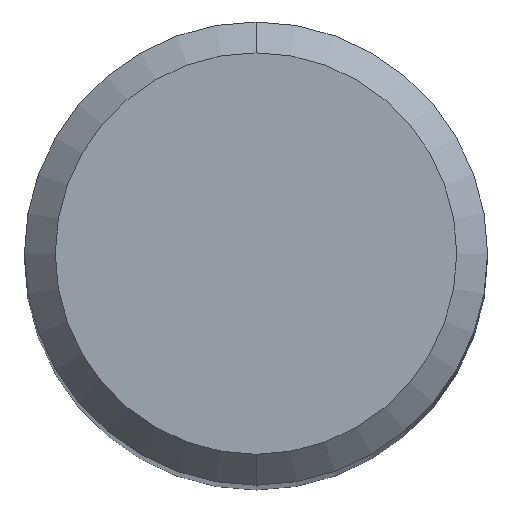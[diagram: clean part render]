
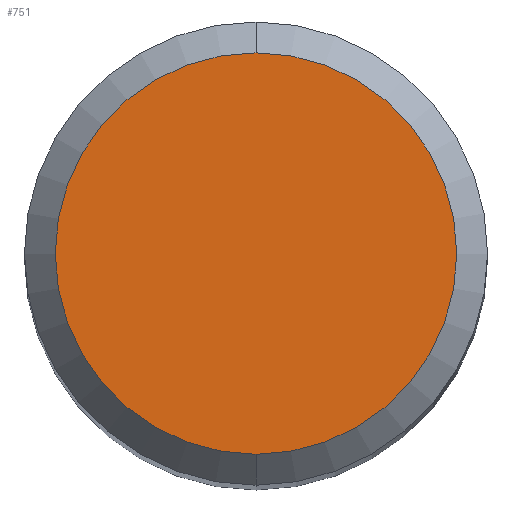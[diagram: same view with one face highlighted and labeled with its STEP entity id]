
A CAD part, top view. The second image highlights one B-rep face of the part: STEP entity #751.
In plain terms, the highlighted planar face has unit normal (0, 0, 1).
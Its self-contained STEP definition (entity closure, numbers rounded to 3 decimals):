
#589=EDGE_CURVE('',#821,#817,#1341,.T.);
#737=EDGE_CURVE('',#817,#821,#1503,.T.);
#751=ADVANCED_FACE('',(#1517),#1518,.T.);
#817=VERTEX_POINT('',#1592);
#821=VERTEX_POINT('',#1596);
#1341=CIRCLE('',#3887,2.6);
#1503=CIRCLE('',#5877,2.6);
#1517=FACE_OUTER_BOUND('',#5903,.T.);
#1518=PLANE('',#5904);
#1592=CARTESIAN_POINT('',(0.,-2.6,0.0));
#1596=CARTESIAN_POINT('',(0.0,2.6,0.0));
#3887=AXIS2_PLACEMENT_3D('',#9679,#9680,#9681);
#5877=AXIS2_PLACEMENT_3D('',#9829,#9830,#9831);
#5903=EDGE_LOOP('',(#9835,#9836));
#5904=AXIS2_PLACEMENT_3D('',#9837,#9838,#9839);
#9679=CARTESIAN_POINT('',(0.0,0.0,0.0));
#9680=DIRECTION('',(0.0,0.0,-1.0));
#9681=DIRECTION('',(0.0,1.0,0.0));
#9829=CARTESIAN_POINT('',(0.0,0.0,0.0));
#9830=DIRECTION('',(0.0,0.0,-1.0));
#9831=DIRECTION('',(0.0,1.0,0.0));
#9835=ORIENTED_EDGE('',*,*,#589,.F.);
#9836=ORIENTED_EDGE('',*,*,#737,.F.);
#9837=CARTESIAN_POINT('',(0.0,1.3,0.0));
#9838=DIRECTION('',(-0.0,0.0,1.0));
#9839=DIRECTION('',(0.0,-1.0,0.0));
